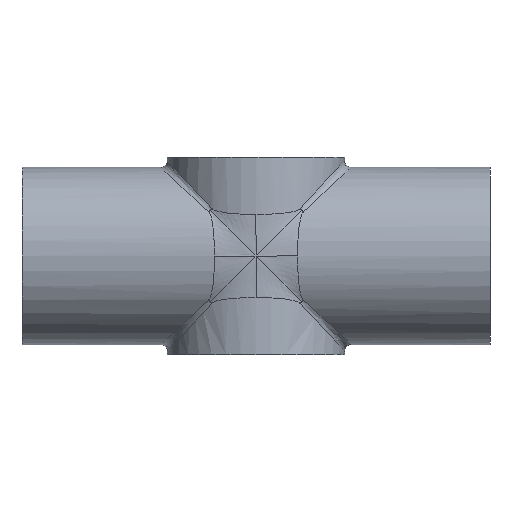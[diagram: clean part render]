
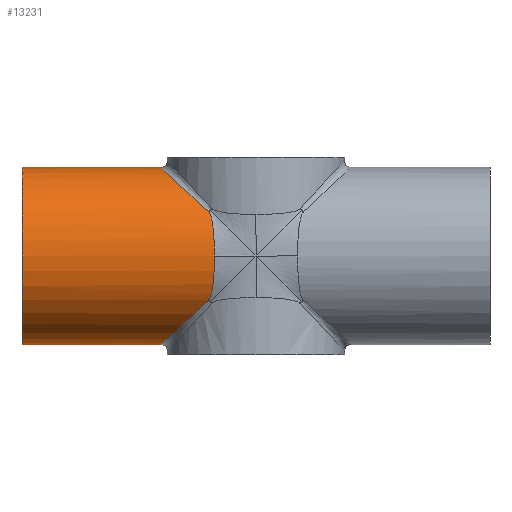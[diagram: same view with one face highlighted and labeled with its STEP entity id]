
A CAD part, front view. The second image highlights one B-rep face of the part: STEP entity #13231.
In plain terms, the highlighted cylindrical face has radius 26.5 mm (diameter 53 mm), a full revolution.
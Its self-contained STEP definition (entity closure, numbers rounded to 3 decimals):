
#1106=CARTESIAN_POINT('',(-12.422,-26.5,0.));
#1107=VERTEX_POINT('',#1106);
#1127=CARTESIAN_POINT('',(-14.201,-22.976,-13.204));
#1128=VERTEX_POINT('',#1127);
#1129=CARTESIAN_POINT('',(-12.422,-26.5,0.));
#1130=CARTESIAN_POINT('',(-12.422,-26.5,-1.569));
#1131=CARTESIAN_POINT('',(-12.459,-26.356,-3.137));
#1132=CARTESIAN_POINT('',(-12.607,-25.838,-6.073));
#1133=CARTESIAN_POINT('',(-12.718,-25.465,-7.44));
#1134=CARTESIAN_POINT('',(-13.015,-24.647,-9.815));
#1135=CARTESIAN_POINT('',(-13.2,-24.204,-10.824));
#1136=CARTESIAN_POINT('',(-13.645,-23.447,-12.38));
#1137=CARTESIAN_POINT('',(-13.904,-23.135,-12.928));
#1138=CARTESIAN_POINT('',(-14.201,-22.976,-13.204));
#1139=B_SPLINE_CURVE_WITH_KNOTS('',3,(#1129,#1130,#1131,#1132,#1133,#1134,#1135,#1136,#1137,#1138),.UNSPECIFIED.,.F.,.U.,(4,2,2,2,4),(0.5,0.625,0.75,0.875,1.0),.UNSPECIFIED.);
#1140=EDGE_CURVE('',#1107,#1128,#1139,.T.);
#1482=CARTESIAN_POINT('',(-14.201,-22.976,13.204));
#1483=VERTEX_POINT('',#1482);
#1491=CARTESIAN_POINT('',(-14.201,-22.976,13.204));
#1492=CARTESIAN_POINT('',(-13.904,-23.135,12.928));
#1493=CARTESIAN_POINT('',(-13.645,-23.447,12.38));
#1494=CARTESIAN_POINT('',(-13.2,-24.204,10.824));
#1495=CARTESIAN_POINT('',(-13.015,-24.647,9.815));
#1496=CARTESIAN_POINT('',(-12.718,-25.465,7.44));
#1497=CARTESIAN_POINT('',(-12.607,-25.838,6.073));
#1498=CARTESIAN_POINT('',(-12.459,-26.356,3.137));
#1499=CARTESIAN_POINT('',(-12.422,-26.5,1.569));
#1500=CARTESIAN_POINT('',(-12.422,-26.5,0.));
#1501=B_SPLINE_CURVE_WITH_KNOTS('',3,(#1491,#1492,#1493,#1494,#1495,#1496,#1497,#1498,#1499,#1500),.UNSPECIFIED.,.F.,.U.,(4,2,2,2,4),(0.0,0.125,0.25,0.375,0.5),.UNSPECIFIED.);
#1502=EDGE_CURVE('',#1483,#1107,#1501,.T.);
#3604=CARTESIAN_POINT('',(-12.422,26.5,0.));
#3605=VERTEX_POINT('',#3604);
#3625=CARTESIAN_POINT('',(-14.201,22.976,13.204));
#3626=VERTEX_POINT('',#3625);
#3627=CARTESIAN_POINT('',(-12.422,26.5,0.));
#3628=CARTESIAN_POINT('',(-12.422,26.5,1.569));
#3629=CARTESIAN_POINT('',(-12.459,26.356,3.137));
#3630=CARTESIAN_POINT('',(-12.607,25.838,6.073));
#3631=CARTESIAN_POINT('',(-12.718,25.465,7.44));
#3632=CARTESIAN_POINT('',(-13.015,24.647,9.815));
#3633=CARTESIAN_POINT('',(-13.2,24.204,10.824));
#3634=CARTESIAN_POINT('',(-13.645,23.447,12.38));
#3635=CARTESIAN_POINT('',(-13.904,23.135,12.928));
#3636=CARTESIAN_POINT('',(-14.201,22.976,13.204));
#3637=B_SPLINE_CURVE_WITH_KNOTS('',3,(#3627,#3628,#3629,#3630,#3631,#3632,#3633,#3634,#3635,#3636),.UNSPECIFIED.,.F.,.U.,(4,2,2,2,4),(0.5,0.625,0.75,0.875,1.0),.UNSPECIFIED.);
#3638=EDGE_CURVE('',#3605,#3626,#3637,.T.);
#3980=CARTESIAN_POINT('',(-14.201,22.976,-13.204));
#3981=VERTEX_POINT('',#3980);
#3989=CARTESIAN_POINT('',(-14.201,22.976,-13.204));
#3990=CARTESIAN_POINT('',(-13.904,23.135,-12.928));
#3991=CARTESIAN_POINT('',(-13.645,23.447,-12.38));
#3992=CARTESIAN_POINT('',(-13.2,24.204,-10.824));
#3993=CARTESIAN_POINT('',(-13.015,24.647,-9.815));
#3994=CARTESIAN_POINT('',(-12.718,25.465,-7.44));
#3995=CARTESIAN_POINT('',(-12.607,25.838,-6.073));
#3996=CARTESIAN_POINT('',(-12.459,26.356,-3.137));
#3997=CARTESIAN_POINT('',(-12.422,26.5,-1.569));
#3998=CARTESIAN_POINT('',(-12.422,26.5,0.));
#3999=B_SPLINE_CURVE_WITH_KNOTS('',3,(#3989,#3990,#3991,#3992,#3993,#3994,#3995,#3996,#3997,#3998),.UNSPECIFIED.,.F.,.U.,(4,2,2,2,4),(0.0,0.125,0.25,0.375,0.5),.UNSPECIFIED.);
#4000=EDGE_CURVE('',#3981,#3605,#3999,.T.);
#12746=CARTESIAN_POINT('',(0.0,0.0,0.0));
#12747=DIRECTION('',(0.681,0.0,0.732));
#12748=DIRECTION('',(-0.732,0.0,0.681));
#12749=AXIS2_PLACEMENT_3D('',#12746,#12747,#12748);
#12750=ELLIPSE('',#12749,38.917,26.5);
#12751=EDGE_CURVE('',#3626,#1483,#12750,.T.);
#12878=CARTESIAN_POINT('',(0.0,0.0,0.0));
#12879=DIRECTION('',(0.681,0.0,-0.732));
#12880=DIRECTION('',(-0.732,0.0,-0.681));
#12881=AXIS2_PLACEMENT_3D('',#12878,#12879,#12880);
#12882=ELLIPSE('',#12881,38.917,26.5);
#12883=EDGE_CURVE('',#1128,#3981,#12882,.T.);
#13207=CARTESIAN_POINT('',(0.0,0.0,0.0));
#13208=DIRECTION('',(-1.0,0.0,0.0));
#13209=DIRECTION('',(0.0,-1.0,0.0));
#13210=AXIS2_PLACEMENT_3D('',#13207,#13208,#13209);
#13211=CYLINDRICAL_SURFACE('',#13210,26.5);
#13212=CARTESIAN_POINT('',(-70.0,-26.5,0.0));
#13213=VERTEX_POINT('',#13212);
#13214=CARTESIAN_POINT('',(-70.0,0.0,0.0));
#13215=DIRECTION('',(-1.0,0.0,0.0));
#13216=DIRECTION('',(0.0,-1.0,0.0));
#13217=AXIS2_PLACEMENT_3D('',#13214,#13215,#13216);
#13218=CIRCLE('',#13217,26.5);
#13219=EDGE_CURVE('',#13213,#13213,#13218,.T.);
#13220=ORIENTED_EDGE('',*,*,#13219,.F.);
#13221=EDGE_LOOP('',(#13220));
#13222=FACE_OUTER_BOUND('',#13221,.T.);
#13223=ORIENTED_EDGE('',*,*,#1502,.F.);
#13224=ORIENTED_EDGE('',*,*,#12751,.F.);
#13225=ORIENTED_EDGE('',*,*,#3638,.F.);
#13226=ORIENTED_EDGE('',*,*,#4000,.F.);
#13227=ORIENTED_EDGE('',*,*,#12883,.F.);
#13228=ORIENTED_EDGE('',*,*,#1140,.F.);
#13229=EDGE_LOOP('',(#13223,#13224,#13225,#13226,#13227,#13228));
#13230=FACE_BOUND('',#13229,.T.);
#13231=ADVANCED_FACE('',(#13222,#13230),#13211,.T.);
